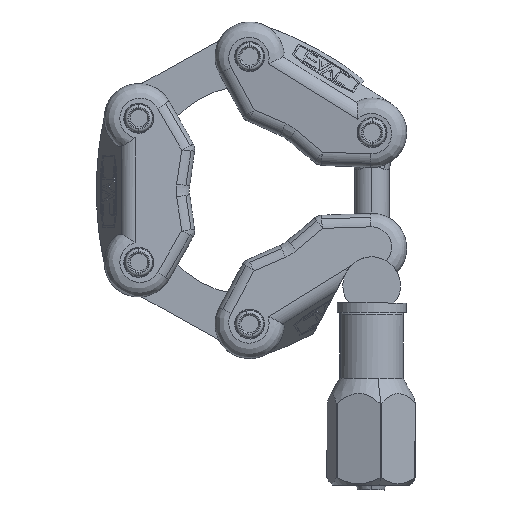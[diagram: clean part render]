
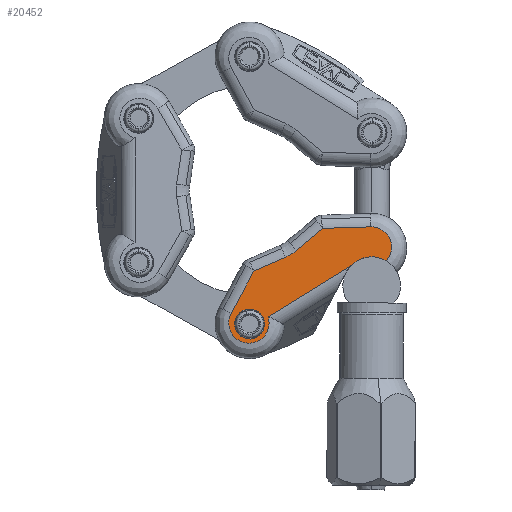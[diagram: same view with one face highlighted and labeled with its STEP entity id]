
A CAD part, left-side view. The second image highlights one B-rep face of the part: STEP entity #20452.
In plain terms, the highlighted face is planar.
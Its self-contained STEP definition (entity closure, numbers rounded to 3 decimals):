
#17871=CARTESIAN_POINT('',(9.671,-2.014,-14.25));
#17872=VERTEX_POINT('',#17871);
#17880=CARTESIAN_POINT('',(9.304,-6.211,-6.98));
#17881=VERTEX_POINT('',#17880);
#17882=CARTESIAN_POINT('',(9.671,-2.014,-14.25));
#17883=DIRECTION('',(-0.044,-0.5,0.865));
#17884=VECTOR('',#17883,8.403);
#17885=LINE('',#17882,#17884);
#17886=EDGE_CURVE('',#17872,#17881,#17885,.T.);
#17920=CARTESIAN_POINT('',(9.381,-5.334,-1.109));
#17921=VERTEX_POINT('',#17920);
#17922=CARTESIAN_POINT('',(9.304,-6.211,-6.98));
#17923=DIRECTION('',(0.013,0.148,0.989));
#17924=VECTOR('',#17923,5.937);
#17925=LINE('',#17922,#17924);
#17926=EDGE_CURVE('',#17881,#17921,#17925,.T.);
#17953=CARTESIAN_POINT('',(9.381,-5.334,1.109));
#17954=VERTEX_POINT('',#17953);
#17962=CARTESIAN_POINT('',(9.304,-6.211,6.98));
#17963=VERTEX_POINT('',#17962);
#17964=CARTESIAN_POINT('',(9.381,-5.334,1.109));
#17965=DIRECTION('',(-0.013,-0.148,0.989));
#17966=VECTOR('',#17965,5.937);
#17967=LINE('',#17964,#17966);
#17968=EDGE_CURVE('',#17954,#17963,#17967,.T.);
#18002=CARTESIAN_POINT('',(9.671,-2.014,14.25));
#18003=VERTEX_POINT('',#18002);
#18004=CARTESIAN_POINT('',(9.304,-6.211,6.98));
#18005=DIRECTION('',(0.044,0.5,0.865));
#18006=VECTOR('',#18005,8.403);
#18007=LINE('',#18004,#18006);
#18008=EDGE_CURVE('',#17963,#18003,#18007,.T.);
#18361=CARTESIAN_POINT('',(9.728,-1.365,-12.5));
#18362=VERTEX_POINT('',#18361);
#18371=CARTESIAN_POINT('',(10.183,3.835,-12.5));
#18372=VERTEX_POINT('',#18371);
#18373=CARTESIAN_POINT('',(9.956,1.235,-12.5));
#18374=DIRECTION('',(0.996,-0.087,0.0));
#18375=DIRECTION('',(-0.087,-0.996,0.0));
#18376=AXIS2_PLACEMENT_3D('',#18373,#18374,#18375);
#18377=ELLIPSE('',#18376,2.61,2.6);
#18378=EDGE_CURVE('',#18362,#18372,#18377,.T.);
#18548=CARTESIAN_POINT('',(9.999,1.735,9.0));
#18549=VERTEX_POINT('',#18548);
#18582=CARTESIAN_POINT('',(10.232,4.394,13.418));
#18583=VERTEX_POINT('',#18582);
#18599=CARTESIAN_POINT('',(10.437,6.735,9.0));
#18600=DIRECTION('',(-0.996,0.087,0.0));
#18601=DIRECTION('',(0.087,0.996,0.0));
#18602=AXIS2_PLACEMENT_3D('',#18599,#18600,#18601);
#18603=ELLIPSE('',#18602,5.019,5.0);
#18604=EDGE_CURVE('',#18549,#18583,#18603,.T.);
#19626=CARTESIAN_POINT('',(10.011,1.87,7.846));
#19627=VERTEX_POINT('',#19626);
#19628=CARTESIAN_POINT('',(10.437,6.735,9.0));
#19629=DIRECTION('',(-0.996,0.087,0.0));
#19630=DIRECTION('',(0.087,0.996,0.0));
#19631=AXIS2_PLACEMENT_3D('',#19628,#19629,#19630);
#19632=ELLIPSE('',#19631,5.019,5.0);
#19633=EDGE_CURVE('',#19627,#18549,#19632,.T.);
#20373=CARTESIAN_POINT('',(10.011,1.87,-9.105));
#20374=VERTEX_POINT('',#20373);
#20375=CARTESIAN_POINT('',(10.011,1.87,-9.105));
#20376=DIRECTION('',(0.0,0.0,1.0));
#20377=VECTOR('',#20376,16.952);
#20378=LINE('',#20375,#20377);
#20379=EDGE_CURVE('',#20374,#19627,#20378,.T.);
#20407=CARTESIAN_POINT('',(10.011,1.87,0.0));
#20408=DIRECTION('',(0.996,-0.087,0.0));
#20409=DIRECTION('',(0.0,0.0,-1.0));
#20410=AXIS2_PLACEMENT_3D('',#20407,#20408,#20409);
#20411=PLANE('',#20410);
#20412=ORIENTED_EDGE('',*,*,#19633,.T.);
#20413=ORIENTED_EDGE('',*,*,#18604,.T.);
#20414=CARTESIAN_POINT('',(9.937,1.017,12.5));
#20415=DIRECTION('',(-0.996,0.087,0.));
#20416=DIRECTION('',(0.087,0.996,0.));
#20417=AXIS2_PLACEMENT_3D('',#20414,#20415,#20416);
#20418=ELLIPSE('',#20417,3.513,3.5);
#20419=EDGE_CURVE('',#18003,#18583,#20418,.T.);
#20420=ORIENTED_EDGE('',*,*,#20419,.F.);
#20421=ORIENTED_EDGE('',*,*,#18008,.F.);
#20422=ORIENTED_EDGE('',*,*,#17968,.F.);
#20423=CARTESIAN_POINT('',(8.732,-12.751,0.));
#20424=DIRECTION('',(0.996,-0.087,0.));
#20425=DIRECTION('',(0.087,0.996,0.));
#20426=AXIS2_PLACEMENT_3D('',#20423,#20424,#20425);
#20427=ELLIPSE('',#20426,7.529,7.5);
#20428=EDGE_CURVE('',#17921,#17954,#20427,.T.);
#20429=ORIENTED_EDGE('',*,*,#20428,.F.);
#20430=ORIENTED_EDGE('',*,*,#17926,.F.);
#20431=ORIENTED_EDGE('',*,*,#17886,.F.);
#20432=CARTESIAN_POINT('',(9.937,1.017,-12.5));
#20433=DIRECTION('',(-0.996,0.087,0.));
#20434=DIRECTION('',(0.087,0.996,0.));
#20435=AXIS2_PLACEMENT_3D('',#20432,#20433,#20434);
#20436=ELLIPSE('',#20435,3.513,3.5);
#20437=EDGE_CURVE('',#20374,#17872,#20436,.T.);
#20438=ORIENTED_EDGE('',*,*,#20437,.F.);
#20439=ORIENTED_EDGE('',*,*,#20379,.T.);
#20440=EDGE_LOOP('',(#20412,#20413,#20420,#20421,#20422,#20429,#20430,#20431,#20438,#20439));
#20441=FACE_OUTER_BOUND('',#20440,.T.);
#20442=CARTESIAN_POINT('',(9.956,1.235,-12.5));
#20443=DIRECTION('',(0.996,-0.087,0.0));
#20444=DIRECTION('',(-0.087,-0.996,0.0));
#20445=AXIS2_PLACEMENT_3D('',#20442,#20443,#20444);
#20446=ELLIPSE('',#20445,2.61,2.6);
#20447=EDGE_CURVE('',#18372,#18362,#20446,.T.);
#20448=ORIENTED_EDGE('',*,*,#20447,.F.);
#20449=ORIENTED_EDGE('',*,*,#18378,.F.);
#20450=EDGE_LOOP('',(#20448,#20449));
#20451=FACE_BOUND('',#20450,.T.);
#20452=ADVANCED_FACE('',(#20441,#20451),#20411,.T.);
